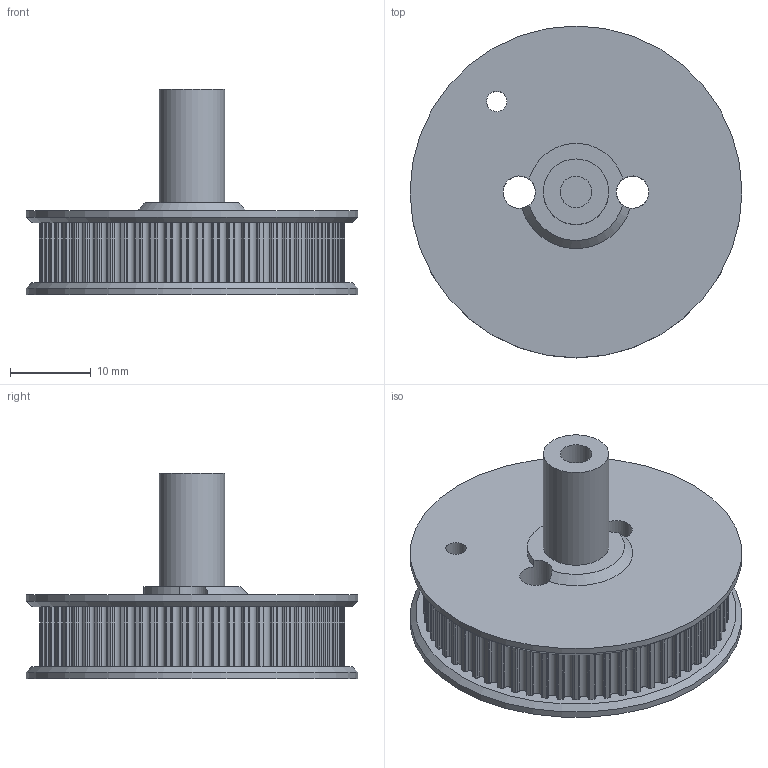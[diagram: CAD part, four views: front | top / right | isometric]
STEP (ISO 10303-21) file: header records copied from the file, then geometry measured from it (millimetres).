
FILE_DESCRIPTION(/* description */ (''),/* implementation_level */ '2;1');
FILE_NAME(/* name */ 'B-driven-pulley.step',/* time_stamp */ '2025-11-08T21:51:43+01:00',/* author */ (''),/* organization */ (''),/* preprocessor_version */ 'ST-DEVELOPER v20.1',/* originating_system */ 'Autodesk Translation Framework v14.21.0.0',/* authorisation */ '');
FILE_SCHEMA (('AUTOMOTIVE_DESIGN { 1 0 10303 214 3 1 1 }'));
Length unit declared in the file: millimetre
Products named in the file (1): B-driven-pulley
Bounding box: 41 x 41 x 25.4 mm (x, y, z)
Volume: 12148.8 mm3; surface area: 5503.2 mm2
Topology: 1 solids, 1 shells, 380 faces, 1120 edges, 746 vertices
Faces by surface type: cylinder 369, plane 8, cone 3
Full cylindrical faces by diameter (mm): 2.5 x1, 3.9 x1, 4 x2, 6 x1, 8.1 x1, 41 x2
Entity records: 13197 total; most frequent: DIRECTION 2626, CARTESIAN_POINT 2262, ORIENTED_EDGE 2240, AXIS2_PLACEMENT_3D 1127, EDGE_CURVE 1120, CIRCLE 746, VERTEX_POINT 746, EDGE_LOOP 390
